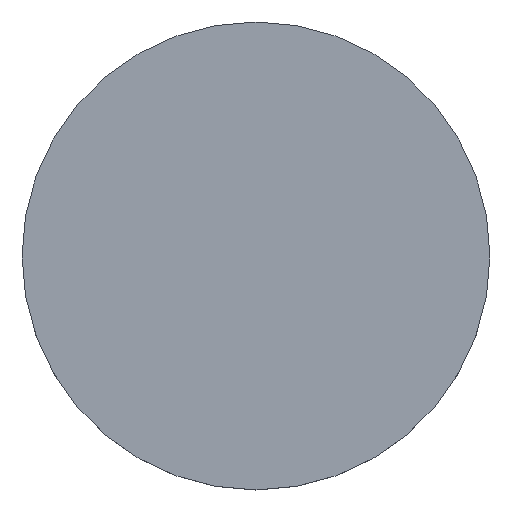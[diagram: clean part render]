
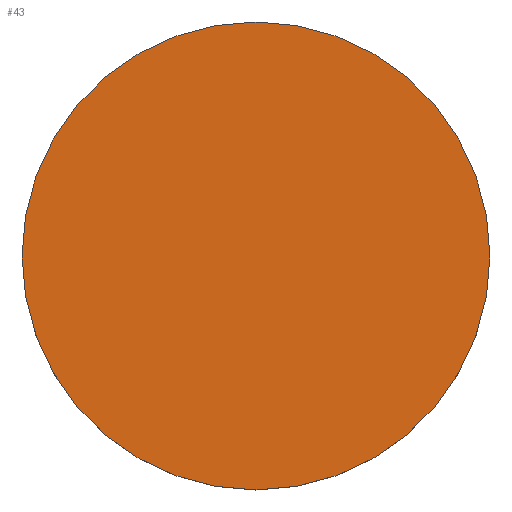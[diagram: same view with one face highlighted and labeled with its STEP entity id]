
A CAD part, top view. The second image highlights one B-rep face of the part: STEP entity #43.
In plain terms, the highlighted planar face has unit normal (0, 0, 1).
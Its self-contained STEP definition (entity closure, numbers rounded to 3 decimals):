
#34=FACE_OUTER_BOUND('',#66,.T.);
#37=PLANE('',#111);
#43=ADVANCED_FACE('',(#34),#37,.T.);
#66=EDGE_LOOP('',(#78));
#78=ORIENTED_EDGE('',*,*,#93,.T.);
#87=VERTEX_POINT('',#154);
#93=EDGE_CURVE('',#87,#87,#99,.T.);
#99=CIRCLE('',#108,4.5);
#108=AXIS2_PLACEMENT_3D('',#153,#128,#129);
#111=AXIS2_PLACEMENT_3D('',#158,#134,#135);
#128=DIRECTION('',(0.,0.,1.));
#129=DIRECTION('',(1.,0.,0.));
#134=DIRECTION('',(0.,0.,1.));
#135=DIRECTION('',(1.,0.,0.));
#153=CARTESIAN_POINT('',(0.,0.,17.));
#154=CARTESIAN_POINT('',(4.5,0.,17.));
#158=CARTESIAN_POINT('',(0.,0.,17.));
